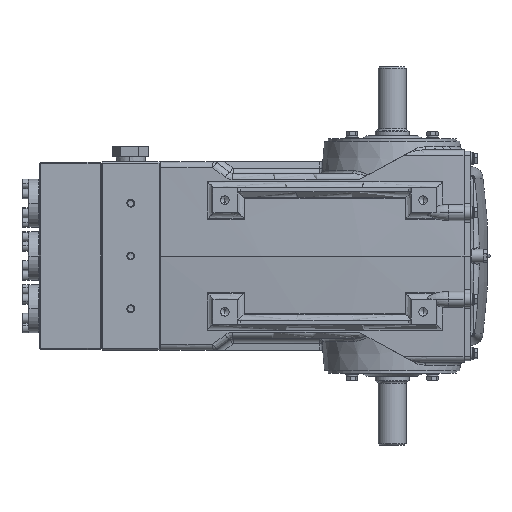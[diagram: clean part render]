
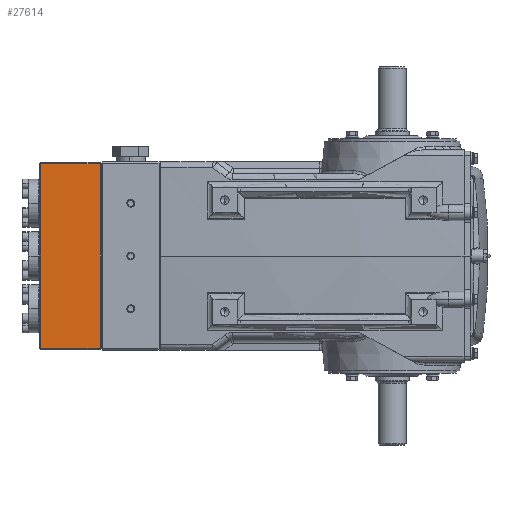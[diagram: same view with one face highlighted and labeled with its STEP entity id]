
A CAD part, front view. The second image highlights one B-rep face of the part: STEP entity #27614.
In plain terms, the highlighted planar face has unit normal (0, -1, 0).
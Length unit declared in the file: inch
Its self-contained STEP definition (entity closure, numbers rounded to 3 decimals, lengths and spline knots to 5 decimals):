
#11045 = DIRECTION ( 'NONE',  ( 0., 0., 1. ) ) ;
#11417 = LINE ( 'NONE', #78513, #73426 ) ;
#11974 = LINE ( 'NONE', #87946, #32620 ) ;
#18507 = EDGE_CURVE ( 'NONE', #76696, #37678, #38729, .T. ) ;
#18516 = PLANE ( 'NONE',  #18923 ) ;
#18923 = AXIS2_PLACEMENT_3D ( 'NONE', #41999, #57585, #11045 ) ;
#20495 = CARTESIAN_POINT ( 'NONE',  ( -29.23973, -11.78627, 5.86614 ) ) ;
#20689 = EDGE_CURVE ( 'NONE', #73141, #76696, #23923, .T. ) ;
#23537 = VERTEX_POINT ( 'NONE', #28769 ) ;
#23923 = LINE ( 'NONE', #37956, #99271 ) ;
#27614 = ADVANCED_FACE ( 'NONE', ( #40236 ), #18516, .F. ) ;
#28272 = EDGE_LOOP ( 'NONE', ( #52588, #59111, #94044, #76927 ) ) ;
#28769 = CARTESIAN_POINT ( 'NONE',  ( -25.46021, -11.78627, -5.86614 ) ) ;
#31946 = DIRECTION ( 'NONE',  ( 0., 0., 1. ) ) ;
#32620 = VECTOR ( 'NONE', #33554, 39.37008 ) ;
#33554 = DIRECTION ( 'NONE',  ( 1., 0., 0. ) ) ;
#34703 = DIRECTION ( 'NONE',  ( 0., 0., -1. ) ) ;
#37678 = VERTEX_POINT ( 'NONE', #68164 ) ;
#37956 = CARTESIAN_POINT ( 'NONE',  ( -29.31847, -11.78627, 5.86614 ) ) ;
#38729 = LINE ( 'NONE', #73777, #59389 ) ;
#40236 = FACE_OUTER_BOUND ( 'NONE', #28272, .T. ) ;
#41999 = CARTESIAN_POINT ( 'NONE',  ( -29.31847, -11.78627, 5.94488 ) ) ;
#49473 = EDGE_CURVE ( 'NONE', #37678, #23537, #11974, .T. ) ;
#52588 = ORIENTED_EDGE ( 'NONE', *, *, #18507, .T. ) ;
#57585 = DIRECTION ( 'NONE',  ( 0., 1., 0. ) ) ;
#59111 = ORIENTED_EDGE ( 'NONE', *, *, #49473, .T. ) ;
#59389 = VECTOR ( 'NONE', #34703, 39.37008 ) ;
#68164 = CARTESIAN_POINT ( 'NONE',  ( -29.23973, -11.78627, -5.86614 ) ) ;
#73141 = VERTEX_POINT ( 'NONE', #92215 ) ;
#73426 = VECTOR ( 'NONE', #31946, 39.37008 ) ;
#73777 = CARTESIAN_POINT ( 'NONE',  ( -29.23973, -11.78627, 5.94488 ) ) ;
#76696 = VERTEX_POINT ( 'NONE', #20495 ) ;
#76927 = ORIENTED_EDGE ( 'NONE', *, *, #20689, .T. ) ;
#78513 = CARTESIAN_POINT ( 'NONE',  ( -25.46021, -11.78627, 5.94488 ) ) ;
#87946 = CARTESIAN_POINT ( 'NONE',  ( -29.31847, -11.78627, -5.86614 ) ) ;
#92215 = CARTESIAN_POINT ( 'NONE',  ( -25.46021, -11.78627, 5.86614 ) ) ;
#94044 = ORIENTED_EDGE ( 'NONE', *, *, #99630, .T. ) ;
#99271 = VECTOR ( 'NONE', #100083, 39.37008 ) ;
#99630 = EDGE_CURVE ( 'NONE', #23537, #73141, #11417, .T. ) ;
#100083 = DIRECTION ( 'NONE',  ( -1., 0., 0. ) ) ;
